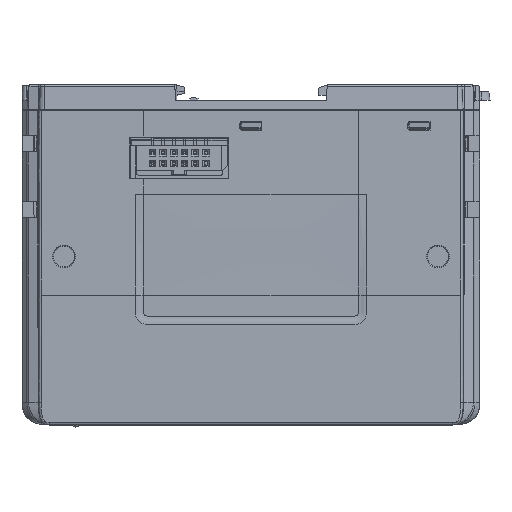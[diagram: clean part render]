
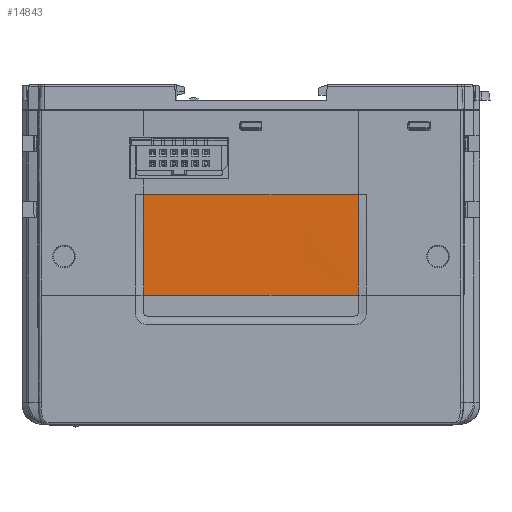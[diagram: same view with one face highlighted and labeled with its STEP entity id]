
A CAD part, top view. The second image highlights one B-rep face of the part: STEP entity #14843.
In plain terms, the highlighted free-form (B-spline) face has degree [3, 3] with [7, 4] control points.
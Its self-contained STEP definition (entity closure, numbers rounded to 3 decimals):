
#7788 = EDGE_CURVE ( 'NONE', #55975, #55982, #56623, .T. ) ;
#7805 = EDGE_CURVE ( 'NONE', #55962, #55975, #63504, .T. ) ;
#7807 = EDGE_CURVE ( 'NONE', #55945, #55982, #63558, .T. ) ;
#7826 = EDGE_CURVE ( 'NONE', #55962, #55945, #55491, .T. ) ;
#14843 = ADVANCED_FACE ( 'NONE', ( #95828 ), #82120, .T. ) ;
#19797 = VECTOR ( 'NONE', #63563, 1000. ) ;
#19800 = VECTOR ( 'NONE', #63556, 1000. ) ;
#24010 = EDGE_LOOP ( 'NONE', ( #89201, #89200, #89199, #89198 ) ) ;
#26569 = CARTESIAN_POINT ( 'NONE',  ( -25.537, -20., 13.5 ) ) ;
#26583 = CARTESIAN_POINT ( 'NONE',  ( -25.537, -43.918, 13.2 ) ) ;
#26589 = CARTESIAN_POINT ( 'NONE',  ( 25.537, -43.918, 13.2 ) ) ;
#26592 = CARTESIAN_POINT ( 'NONE',  ( 25.537, -20., 13.5 ) ) ;
#55491 = B_SPLINE_CURVE_WITH_KNOTS ( 'NONE', 3,
 ( #63630, #63628, #63648, #63649, #63651 ),
 .UNSPECIFIED., .F., .F.,
 ( 4, 1, 4 ),
 ( 0., 0.5, 1. ),
 .UNSPECIFIED. ) ;
#55945 = VERTEX_POINT ( 'NONE', #26569 ) ;
#55962 = VERTEX_POINT ( 'NONE', #26583 ) ;
#55975 = VERTEX_POINT ( 'NONE', #26589 ) ;
#55982 = VERTEX_POINT ( 'NONE', #26592 ) ;
#56623 = B_SPLINE_CURVE_WITH_KNOTS ( 'NONE', 3,
 ( #63460, #63451, #63463, #63464 ),
 .UNSPECIFIED., .F., .F.,
 ( 4, 4 ),
 ( 0., 1. ),
 .UNSPECIFIED. ) ;
#63451 = CARTESIAN_POINT ( 'NONE',  ( 25.537, -35.945, 13.2 ) ) ;
#63460 = CARTESIAN_POINT ( 'NONE',  ( 25.537, -43.918, 13.2 ) ) ;
#63463 = CARTESIAN_POINT ( 'NONE',  ( 25.537, -27.973, 13.5 ) ) ;
#63464 = CARTESIAN_POINT ( 'NONE',  ( 25.537, -20., 13.5 ) ) ;
#63503 = CARTESIAN_POINT ( 'NONE',  ( 0., -43.918, 13.2 ) ) ;
#63504 = LINE ( 'NONE', #63503, #19800 ) ;
#63556 = DIRECTION ( 'NONE',  ( 1., 0., 0. ) ) ;
#63558 = LINE ( 'NONE', #63561, #19797 ) ;
#63561 = CARTESIAN_POINT ( 'NONE',  ( -48., -20., 13.5 ) ) ;
#63563 = DIRECTION ( 'NONE',  ( 1., 0., 0. ) ) ;
#63628 = CARTESIAN_POINT ( 'NONE',  ( -25.537, -39.932, 13.2 ) ) ;
#63630 = CARTESIAN_POINT ( 'NONE',  ( -25.537, -43.918, 13.2 ) ) ;
#63648 = CARTESIAN_POINT ( 'NONE',  ( -25.537, -31.959, 13.35 ) ) ;
#63649 = CARTESIAN_POINT ( 'NONE',  ( -25.537, -23.987, 13.5 ) ) ;
#63651 = CARTESIAN_POINT ( 'NONE',  ( -25.537, -20., 13.5 ) ) ;
#82120 = B_SPLINE_SURFACE_WITH_KNOTS ( 'NONE', 3, 3, ( 
 ( #95876, #95824, #95879, #95880 ),
 ( #95881, #95882, #95883, #95884 ),
 ( #95885, #95886, #95887, #95888 ),
 ( #95889, #95890, #95891, #95892 ),
 ( #95893, #95894, #95895, #95896 ),
 ( #95897, #95898, #95899, #95900 ),
 ( #95901, #95902, #95903, #95904 ) ),
 .UNSPECIFIED., .F., .F., .F.,
 ( 4, 1, 1, 1, 4 ),
 ( 4, 4 ),
 ( 0., 0.25, 0.5, 0.75, 1. ),
 ( 0., 1. ),
 .UNSPECIFIED. ) ;
#89198 = ORIENTED_EDGE ( 'NONE', *, *, #7826, .F. ) ;
#89199 = ORIENTED_EDGE ( 'NONE', *, *, #7807, .F. ) ;
#89200 = ORIENTED_EDGE ( 'NONE', *, *, #7788, .T. ) ;
#89201 = ORIENTED_EDGE ( 'NONE', *, *, #7805, .T. ) ;
#95824 = CARTESIAN_POINT ( 'NONE',  ( -25.537, -35.945, 13.2 ) ) ;
#95828 = FACE_OUTER_BOUND ( 'NONE', #24010, .T. ) ;
#95876 = CARTESIAN_POINT ( 'NONE',  ( -25.537, -43.918, 13.2 ) ) ;
#95879 = CARTESIAN_POINT ( 'NONE',  ( -25.537, -27.973, 13.5 ) ) ;
#95880 = CARTESIAN_POINT ( 'NONE',  ( -25.537, -20., 13.5 ) ) ;
#95881 = CARTESIAN_POINT ( 'NONE',  ( -21.28, -43.918, 13.2 ) ) ;
#95882 = CARTESIAN_POINT ( 'NONE',  ( -21.28, -35.945, 13.2 ) ) ;
#95883 = CARTESIAN_POINT ( 'NONE',  ( -21.28, -27.973, 13.5 ) ) ;
#95884 = CARTESIAN_POINT ( 'NONE',  ( -21.28, -20., 13.5 ) ) ;
#95885 = CARTESIAN_POINT ( 'NONE',  ( -12.768, -43.918, 13.2 ) ) ;
#95886 = CARTESIAN_POINT ( 'NONE',  ( -12.768, -35.945, 13.2 ) ) ;
#95887 = CARTESIAN_POINT ( 'NONE',  ( -12.768, -27.973, 13.5 ) ) ;
#95888 = CARTESIAN_POINT ( 'NONE',  ( -12.768, -20., 13.5 ) ) ;
#95889 = CARTESIAN_POINT ( 'NONE',  ( 0., -43.918, 13.2 ) ) ;
#95890 = CARTESIAN_POINT ( 'NONE',  ( 0., -35.945, 13.2 ) ) ;
#95891 = CARTESIAN_POINT ( 'NONE',  ( 0., -27.973, 13.5 ) ) ;
#95892 = CARTESIAN_POINT ( 'NONE',  ( 0., -20., 13.5 ) ) ;
#95893 = CARTESIAN_POINT ( 'NONE',  ( 12.768, -43.918, 13.2 ) ) ;
#95894 = CARTESIAN_POINT ( 'NONE',  ( 12.768, -35.945, 13.2 ) ) ;
#95895 = CARTESIAN_POINT ( 'NONE',  ( 12.768, -27.973, 13.5 ) ) ;
#95896 = CARTESIAN_POINT ( 'NONE',  ( 12.768, -20., 13.5 ) ) ;
#95897 = CARTESIAN_POINT ( 'NONE',  ( 21.28, -43.918, 13.2 ) ) ;
#95898 = CARTESIAN_POINT ( 'NONE',  ( 21.28, -35.945, 13.2 ) ) ;
#95899 = CARTESIAN_POINT ( 'NONE',  ( 21.28, -27.973, 13.5 ) ) ;
#95900 = CARTESIAN_POINT ( 'NONE',  ( 21.28, -20., 13.5 ) ) ;
#95901 = CARTESIAN_POINT ( 'NONE',  ( 25.537, -43.918, 13.2 ) ) ;
#95902 = CARTESIAN_POINT ( 'NONE',  ( 25.537, -35.945, 13.2 ) ) ;
#95903 = CARTESIAN_POINT ( 'NONE',  ( 25.537, -27.973, 13.5 ) ) ;
#95904 = CARTESIAN_POINT ( 'NONE',  ( 25.537, -20., 13.5 ) ) ;
